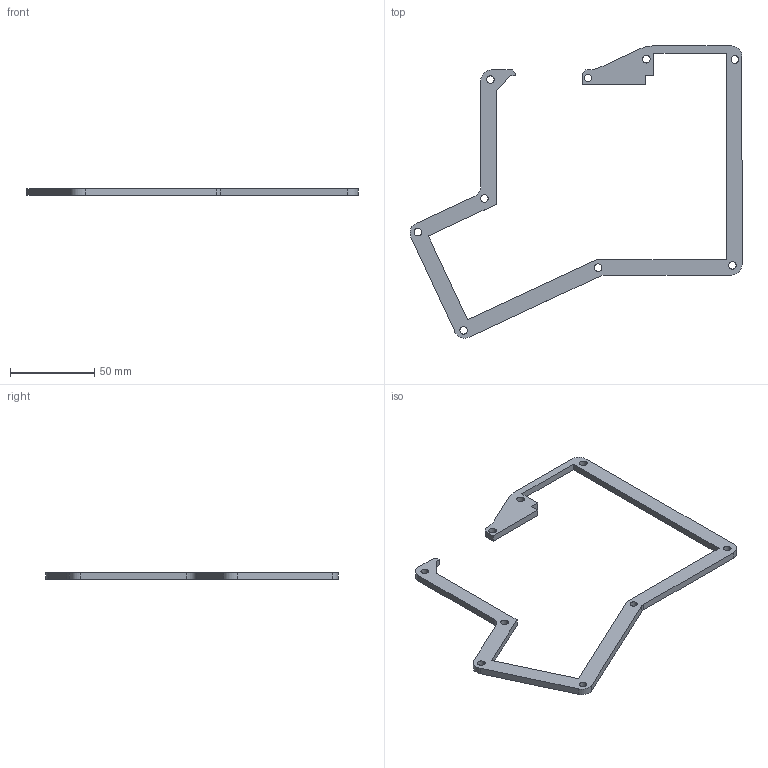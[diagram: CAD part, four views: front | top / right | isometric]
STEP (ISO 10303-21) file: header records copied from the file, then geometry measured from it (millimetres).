
FILE_DESCRIPTION (( 'STEP AP214' ), '1' );
FILE_NAME ('Plate, Spacer, #1.STEP', '2016-04-06T15:25:54', ( 'bmuzzin' ), ( '' ), 'SwSTEP 2.0', 'SolidWorks 2015', '' );
FILE_SCHEMA (( 'AUTOMOTIVE_DESIGN' ));
Length unit declared in the file: inch
Products named in the file (1): Plate, Spacer, #1
Bounding box: 196.54 x 173.04 x 4 mm (x, y, z)
Volume: 21109.8 mm3; surface area: 15820.9 mm2
Topology: 1 solids, 1 shells, 56 faces, 162 edges, 108 vertices
Faces by surface type: plane 29, cylinder 27
Entity records: 1936 total; most frequent: DIRECTION 330, CARTESIAN_POINT 327, ORIENTED_EDGE 324, EDGE_CURVE 162, AXIS2_PLACEMENT_3D 111, VERTEX_POINT 108, VECTOR 108, LINE 108
